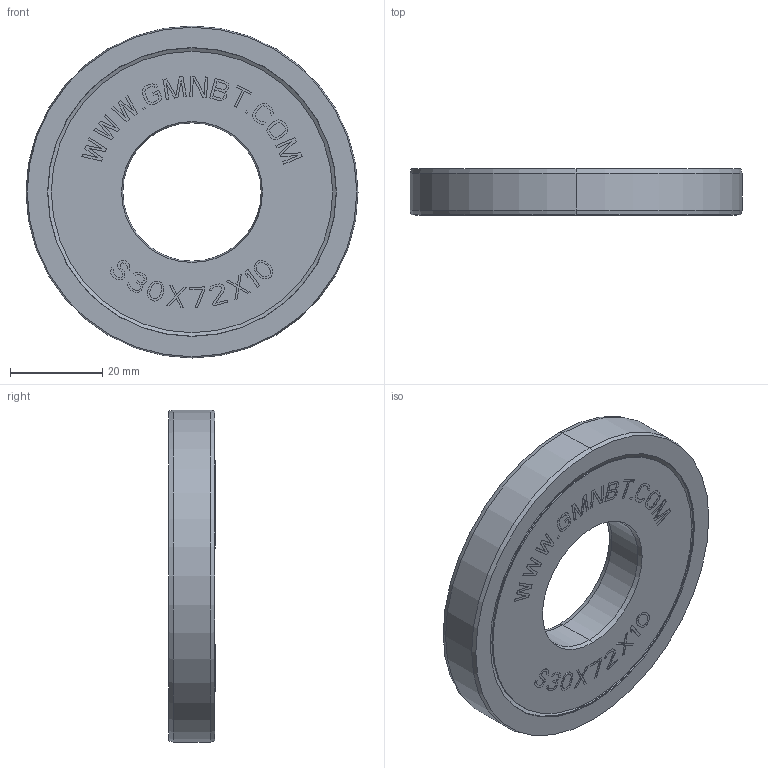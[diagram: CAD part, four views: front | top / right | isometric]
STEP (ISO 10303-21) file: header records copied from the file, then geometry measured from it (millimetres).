
FILE_DESCRIPTION((''),'2;1');
FILE_NAME('S30X72X10_PRT','2014-11-17T',('sales 4'),(''),'PRO/ENGINEER BY PARAMETRIC TECHNOLOGY CORPORATION, 2013150','PRO/ENGINEER BY PARAMETRIC TECHNOLOGY CORPORATION, 2013150','');
FILE_SCHEMA(('AUTOMOTIVE_DESIGN { 1 0 10303 214 1 1 1 1 }'));
Length unit declared in the file: millimetre
Products named in the file (1): S30X72X10_PRT
Bounding box: 72 x 10.07 x 72 mm (x, y, z)
Volume: 32164.3 mm3; surface area: 16413.1 mm2
Topology: 2 solids, 2 shells, 634 faces, 1737 edges, 1134 vertices
Faces by surface type: plane 554, cone 36, torus 32, cylinder 12
Entity records: 25454 total; most frequent: CARTESIAN_POINT 3507, ORIENTED_EDGE 3474, DIRECTION 3125, PRESENTATION_STYLE_ASSIGNMENT 1790, STYLED_ITEM 1768, CURVE_STYLE 1737, EDGE_CURVE 1737, VECTOR 1617
